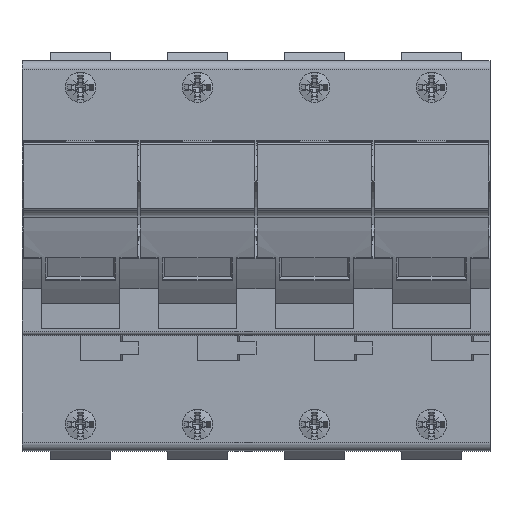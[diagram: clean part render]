
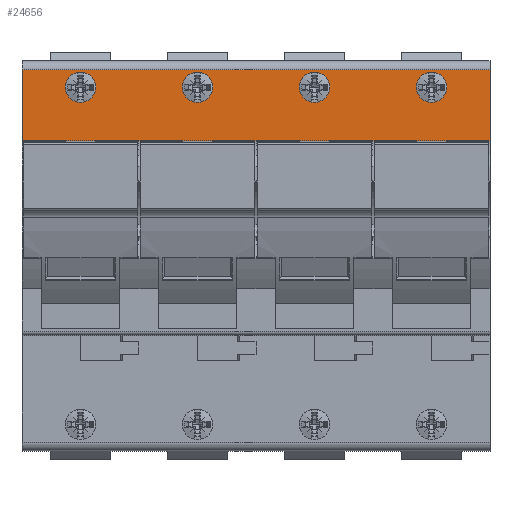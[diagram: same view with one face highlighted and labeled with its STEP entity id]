
A CAD part, top view. The second image highlights one B-rep face of the part: STEP entity #24656.
In plain terms, the highlighted planar face has unit normal (0, 0, 1).
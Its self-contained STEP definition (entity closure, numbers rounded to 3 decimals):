
#1368=DIRECTION('',(0.,-1.,0.));
#1369=VECTOR('',#1368,16.4);
#1370=CARTESIAN_POINT('',(0.,21.2,43.5));
#1371=LINE('',#1370,#1369);
#2510=DIRECTION('',(0.,1.,0.));
#2511=VECTOR('',#2510,16.4);
#2512=CARTESIAN_POINT('',(108.,4.8,43.5));
#2513=LINE('',#2512,#2511);
#2865=DIRECTION('',(-1.,0.,0.));
#2866=VECTOR('',#2865,108.);
#2867=CARTESIAN_POINT('',(108.,4.8,43.5));
#2868=LINE('',#2867,#2866);
#2869=CARTESIAN_POINT('',(94.5,17.1,43.5));
#2870=DIRECTION('',(0.,0.,1.));
#2871=DIRECTION('',(0.,1.,0.));
#2872=AXIS2_PLACEMENT_3D('',#2869,#2870,#2871);
#2874=CARTESIAN_POINT('',(94.5,17.1,43.5));
#2875=DIRECTION('',(0.,0.,1.));
#2876=DIRECTION('',(0.,-1.,0.));
#2877=AXIS2_PLACEMENT_3D('',#2874,#2875,#2876);
#2879=CARTESIAN_POINT('',(67.5,17.1,43.5));
#2880=DIRECTION('',(0.,0.,1.));
#2881=DIRECTION('',(0.,1.,0.));
#2882=AXIS2_PLACEMENT_3D('',#2879,#2880,#2881);
#2884=CARTESIAN_POINT('',(67.5,17.1,43.5));
#2885=DIRECTION('',(0.,0.,1.));
#2886=DIRECTION('',(0.,-1.,0.));
#2887=AXIS2_PLACEMENT_3D('',#2884,#2885,#2886);
#2889=CARTESIAN_POINT('',(40.5,17.1,43.5));
#2890=DIRECTION('',(0.,0.,1.));
#2891=DIRECTION('',(0.,-1.,0.));
#2892=AXIS2_PLACEMENT_3D('',#2889,#2890,#2891);
#2894=CARTESIAN_POINT('',(40.5,17.1,43.5));
#2895=DIRECTION('',(0.,0.,1.));
#2896=DIRECTION('',(0.,1.,0.));
#2897=AXIS2_PLACEMENT_3D('',#2894,#2895,#2896);
#2899=CARTESIAN_POINT('',(13.5,17.1,43.5));
#2900=DIRECTION('',(0.,0.,1.));
#2901=DIRECTION('',(0.,-1.,0.));
#2902=AXIS2_PLACEMENT_3D('',#2899,#2900,#2901);
#2904=CARTESIAN_POINT('',(13.5,17.1,43.5));
#2905=DIRECTION('',(0.,0.,1.));
#2906=DIRECTION('',(0.,1.,0.));
#2907=AXIS2_PLACEMENT_3D('',#2904,#2905,#2906);
#2909=DIRECTION('',(-1.,0.,0.));
#2910=VECTOR('',#2909,108.);
#2911=CARTESIAN_POINT('',(108.,21.2,43.5));
#2912=LINE('',#2911,#2910);
#17978=CARTESIAN_POINT('',(0.,21.2,43.5));
#17979=VERTEX_POINT('',#17978);
#17980=CARTESIAN_POINT('',(0.,4.8,43.5));
#17981=VERTEX_POINT('',#17980);
#18502=CARTESIAN_POINT('',(108.,4.8,43.5));
#18503=VERTEX_POINT('',#18502);
#18504=CARTESIAN_POINT('',(108.,21.2,43.5));
#18505=VERTEX_POINT('',#18504);
#18610=CARTESIAN_POINT('',(94.5,20.6,43.5));
#18611=CARTESIAN_POINT('',(94.5,13.6,43.5));
#18612=VERTEX_POINT('',#18610);
#18613=VERTEX_POINT('',#18611);
#18614=CARTESIAN_POINT('',(67.5,20.6,43.5));
#18615=CARTESIAN_POINT('',(67.5,13.6,43.5));
#18616=VERTEX_POINT('',#18614);
#18617=VERTEX_POINT('',#18615);
#18618=CARTESIAN_POINT('',(40.5,13.6,43.5));
#18619=CARTESIAN_POINT('',(40.5,20.6,43.5));
#18620=VERTEX_POINT('',#18618);
#18621=VERTEX_POINT('',#18619);
#18622=CARTESIAN_POINT('',(13.5,13.6,43.5));
#18623=CARTESIAN_POINT('',(13.5,20.6,43.5));
#18624=VERTEX_POINT('',#18622);
#18625=VERTEX_POINT('',#18623);
#24620=CARTESIAN_POINT('',(67.5,23.2,43.5));
#24621=DIRECTION('',(0.,0.,1.));
#24622=DIRECTION('',(0.,-1.,0.));
#24623=AXIS2_PLACEMENT_3D('',#24620,#24621,#24622);
#24624=PLANE('',#24623);
#24625=ORIENTED_EDGE('',*,*,#24614,.T.);
#24626=ORIENTED_EDGE('',*,*,#23473,.F.);
#24628=ORIENTED_EDGE('',*,*,#24627,.F.);
#24629=ORIENTED_EDGE('',*,*,#24310,.F.);
#24630=EDGE_LOOP('',(#24625,#24626,#24628,#24629));
#24631=FACE_OUTER_BOUND('',#24630,.F.);
#24633=ORIENTED_EDGE('',*,*,#24632,.T.);
#24635=ORIENTED_EDGE('',*,*,#24634,.T.);
#24636=EDGE_LOOP('',(#24633,#24635));
#24637=FACE_BOUND('',#24636,.F.);
#24639=ORIENTED_EDGE('',*,*,#24638,.T.);
#24641=ORIENTED_EDGE('',*,*,#24640,.T.);
#24642=EDGE_LOOP('',(#24639,#24641));
#24643=FACE_BOUND('',#24642,.F.);
#24645=ORIENTED_EDGE('',*,*,#24644,.T.);
#24647=ORIENTED_EDGE('',*,*,#24646,.T.);
#24648=EDGE_LOOP('',(#24645,#24647));
#24649=FACE_BOUND('',#24648,.F.);
#24651=ORIENTED_EDGE('',*,*,#24650,.T.);
#24653=ORIENTED_EDGE('',*,*,#24652,.T.);
#24654=EDGE_LOOP('',(#24651,#24653));
#24655=FACE_BOUND('',#24654,.F.);
#24656=ADVANCED_FACE('',(#24631,#24637,#24643,#24649,#24655),#24624,.T.);
#2873=CIRCLE('',#2872,3.5);
#2878=CIRCLE('',#2877,3.5);
#2883=CIRCLE('',#2882,3.5);
#2888=CIRCLE('',#2887,3.5);
#2893=CIRCLE('',#2892,3.5);
#2898=CIRCLE('',#2897,3.5);
#2903=CIRCLE('',#2902,3.5);
#2908=CIRCLE('',#2907,3.5);
#23473=EDGE_CURVE('',#17979,#17981,#1371,.T.);
#24310=EDGE_CURVE('',#18503,#18505,#2513,.T.);
#24614=EDGE_CURVE('',#18503,#17981,#2868,.T.);
#24627=EDGE_CURVE('',#18505,#17979,#2912,.T.);
#24632=EDGE_CURVE('',#18612,#18613,#2873,.T.);
#24634=EDGE_CURVE('',#18613,#18612,#2878,.T.);
#24638=EDGE_CURVE('',#18616,#18617,#2883,.T.);
#24640=EDGE_CURVE('',#18617,#18616,#2888,.T.);
#24644=EDGE_CURVE('',#18620,#18621,#2893,.T.);
#24646=EDGE_CURVE('',#18621,#18620,#2898,.T.);
#24650=EDGE_CURVE('',#18624,#18625,#2903,.T.);
#24652=EDGE_CURVE('',#18625,#18624,#2908,.T.);
